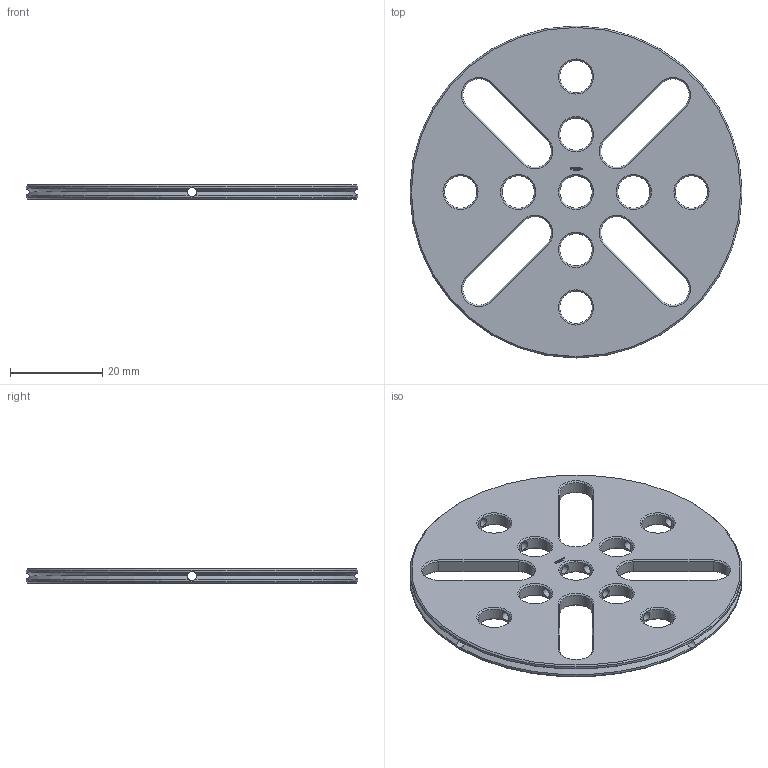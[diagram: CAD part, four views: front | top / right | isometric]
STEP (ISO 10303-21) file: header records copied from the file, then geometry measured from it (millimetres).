
FILE_DESCRIPTION(('FreeCAD Model'),'2;1');
FILE_NAME('Open CASCADE Shape Model','2023-11-14T16:32:53',(''),(''), 'Open CASCADE STEP processor 7.6','FreeCAD','Unknown');
FILE_SCHEMA(('AUTOMOTIVE_DESIGN { 1 0 10303 214 1 1 1 1 }'));
Length unit declared in the file: millimetre
Products named in the file (1): Washer FRE OCT BU05.75x00.25 - SPN-WSR-0057 (stemfie.org)
Bounding box: 71.88 x 71.88 x 3.12 mm (x, y, z)
Volume: 9154.2 mm3; surface area: 8553.8 mm2
Topology: 1 solids, 1 shells, 572 faces, 1608 edges, 1056 vertices
Faces by surface type: plane 335, extrusion 162, cone 44, cylinder 31
Full cylindrical faces by diameter (mm): 2 x12, 7 x9, 71.875 x2
Entity records: 43328 total; most frequent: CARTESIAN_POINT 12510, DIRECTION 4995, VECTOR 4002, LINE 3840, ORIENTED_EDGE 3216, PCURVE 3216, DEFINITIONAL_REPRESENTATION 3216, EDGE_CURVE 1608
